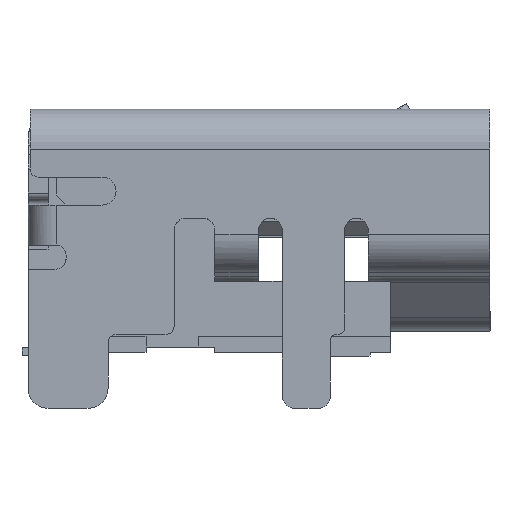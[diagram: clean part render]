
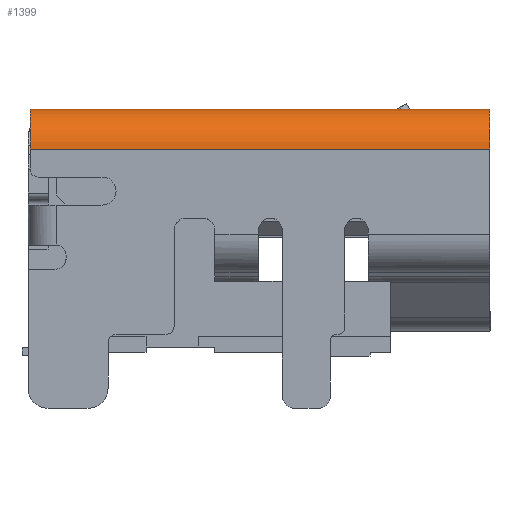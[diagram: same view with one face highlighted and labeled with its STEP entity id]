
A CAD part, left-side view. The second image highlights one B-rep face of the part: STEP entity #1399.
In plain terms, the highlighted cylindrical face has radius 1 mm (diameter 2 mm), a partial arc.
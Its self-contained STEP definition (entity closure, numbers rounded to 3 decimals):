
#284=CYLINDRICAL_SURFACE('',#22571,1.);
#702=CIRCLE('',#22568,1.);
#703=CIRCLE('',#22570,1.);
#1399=ADVANCED_FACE('NONE',(#3241),#284,.T.);
#3241=FACE_OUTER_BOUND('',#4370,.T.);
#4370=EDGE_LOOP('',(#8150,#8151,#8152,#8153));
#8150=ORIENTED_EDGE('',*,*,#15649,.T.);
#8151=ORIENTED_EDGE('',*,*,#15650,.F.);
#8152=ORIENTED_EDGE('',*,*,#15647,.T.);
#8153=ORIENTED_EDGE('',*,*,#15493,.T.);
#12999=VERTEX_POINT('',#33614);
#13000=VERTEX_POINT('',#33616);
#13108=VERTEX_POINT('',#35211);
#13109=VERTEX_POINT('',#35215);
#15493=EDGE_CURVE('NONE',#13000,#12999,#18345,.T.);
#15647=EDGE_CURVE('NONE',#13108,#13000,#702,.T.);
#15649=EDGE_CURVE('NONE',#12999,#13109,#703,.T.);
#15650=EDGE_CURVE('NONE',#13108,#13109,#18442,.T.);
#18345=LINE('',#33615,#20708);
#18442=LINE('',#35216,#20805);
#20708=VECTOR('',#25750,1.);
#20805=VECTOR('',#25955,1.);
#22568=AXIS2_PLACEMENT_3D('',#35210,#25948,#25949);
#22570=AXIS2_PLACEMENT_3D('',#35214,#25953,#25954);
#22571=AXIS2_PLACEMENT_3D('',#35217,#25956,#25957);
#25750=DIRECTION('',(0.,-1.,0.));
#25948=DIRECTION('',(0.,-1.,0.));
#25949=DIRECTION('',(1.,0.,0.));
#25953=DIRECTION('',(0.,1.,0.));
#25954=DIRECTION('',(1.,0.,0.));
#25955=DIRECTION('',(0.,-1.,0.));
#25956=DIRECTION('',(0.,-1.,0.));
#25957=DIRECTION('',(1.,0.,0.));
#33614=CARTESIAN_POINT('',(-7.7,-2.,1.385));
#33615=CARTESIAN_POINT('',(-7.7,-2.,1.385));
#33616=CARTESIAN_POINT('',(-7.7,9.5,1.385));
#35210=CARTESIAN_POINT('',(-6.7,9.5,1.385));
#35211=CARTESIAN_POINT('',(-6.7,9.5,2.385));
#35214=CARTESIAN_POINT('',(-6.7,-2.,1.385));
#35215=CARTESIAN_POINT('',(-6.7,-2.,2.385));
#35216=CARTESIAN_POINT('',(-6.7,4.85,2.385));
#35217=CARTESIAN_POINT('',(-6.7,-2.,1.385));
